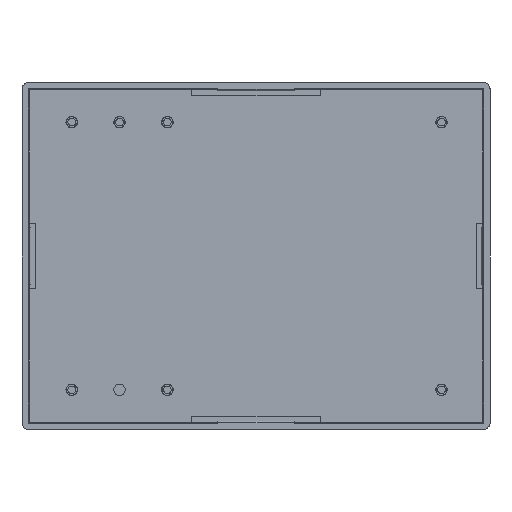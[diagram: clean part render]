
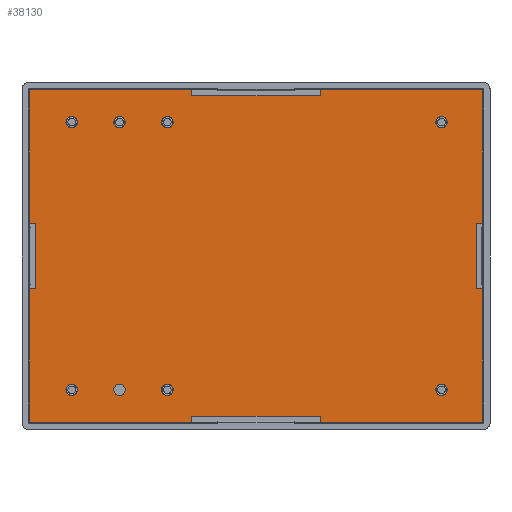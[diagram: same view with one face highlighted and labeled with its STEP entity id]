
A CAD part, front view. The second image highlights one B-rep face of the part: STEP entity #38130.
In plain terms, the highlighted face is planar.
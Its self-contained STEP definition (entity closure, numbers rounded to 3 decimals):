
#37235=CARTESIAN_POINT('',(-6.4,-2.584,0.8));
#37236=VERTEX_POINT('',#37235);
#37237=CARTESIAN_POINT('',(-6.85,-2.584,0.8));
#37238=DIRECTION('',(0.0,0.0,-1.0));
#37239=DIRECTION('',(1.0,0.0,0.0));
#37240=AXIS2_PLACEMENT_3D('',#37237,#37238,#37239);
#37241=CIRCLE('',#37240,0.45);
#37242=EDGE_CURVE('',#37236,#37236,#37241,.T.);
#37263=CARTESIAN_POINT('',(-6.4,-23.584,0.8));
#37264=VERTEX_POINT('',#37263);
#37265=CARTESIAN_POINT('',(-6.85,-23.584,0.8));
#37266=DIRECTION('',(0.0,0.0,-1.0));
#37267=DIRECTION('',(1.0,0.0,0.0));
#37268=AXIS2_PLACEMENT_3D('',#37265,#37266,#37267);
#37269=CIRCLE('',#37268,0.45);
#37270=EDGE_CURVE('',#37264,#37264,#37269,.T.);
#37291=CARTESIAN_POINT('',(-31.65,-23.584,0.8));
#37292=VERTEX_POINT('',#37291);
#37293=CARTESIAN_POINT('',(-32.1,-23.584,0.8));
#37294=DIRECTION('',(0.0,0.0,-1.0));
#37295=DIRECTION('',(1.0,0.0,0.0));
#37296=AXIS2_PLACEMENT_3D('',#37293,#37294,#37295);
#37297=CIRCLE('',#37296,0.45);
#37298=EDGE_CURVE('',#37292,#37292,#37297,.T.);
#37319=CARTESIAN_POINT('',(-10.15,-23.584,0.8));
#37320=VERTEX_POINT('',#37319);
#37321=CARTESIAN_POINT('',(-10.6,-23.584,0.8));
#37322=DIRECTION('',(0.0,0.0,-1.0));
#37323=DIRECTION('',(1.0,0.0,0.0));
#37324=AXIS2_PLACEMENT_3D('',#37321,#37322,#37323);
#37325=CIRCLE('',#37324,0.45);
#37326=EDGE_CURVE('',#37320,#37320,#37325,.T.);
#37347=CARTESIAN_POINT('',(-2.65,-23.584,0.8));
#37348=VERTEX_POINT('',#37347);
#37349=CARTESIAN_POINT('',(-3.1,-23.584,0.8));
#37350=DIRECTION('',(0.0,0.0,-1.0));
#37351=DIRECTION('',(1.0,0.0,0.0));
#37352=AXIS2_PLACEMENT_3D('',#37349,#37350,#37351);
#37353=CIRCLE('',#37352,0.45);
#37354=EDGE_CURVE('',#37348,#37348,#37353,.T.);
#37375=CARTESIAN_POINT('',(-31.65,-2.584,0.8));
#37376=VERTEX_POINT('',#37375);
#37377=CARTESIAN_POINT('',(-32.1,-2.584,0.8));
#37378=DIRECTION('',(0.0,0.0,-1.0));
#37379=DIRECTION('',(1.0,0.0,0.0));
#37380=AXIS2_PLACEMENT_3D('',#37377,#37378,#37379);
#37381=CIRCLE('',#37380,0.45);
#37382=EDGE_CURVE('',#37376,#37376,#37381,.T.);
#37403=CARTESIAN_POINT('',(-10.15,-2.584,0.8));
#37404=VERTEX_POINT('',#37403);
#37405=CARTESIAN_POINT('',(-10.6,-2.584,0.8));
#37406=DIRECTION('',(0.0,0.0,-1.0));
#37407=DIRECTION('',(1.0,0.0,0.0));
#37408=AXIS2_PLACEMENT_3D('',#37405,#37406,#37407);
#37409=CIRCLE('',#37408,0.45);
#37410=EDGE_CURVE('',#37404,#37404,#37409,.T.);
#37431=CARTESIAN_POINT('',(-2.65,-2.584,0.8));
#37432=VERTEX_POINT('',#37431);
#37433=CARTESIAN_POINT('',(-3.1,-2.584,0.8));
#37434=DIRECTION('',(0.0,0.0,-1.0));
#37435=DIRECTION('',(1.0,0.0,0.0));
#37436=AXIS2_PLACEMENT_3D('',#37433,#37434,#37435);
#37437=CIRCLE('',#37436,0.45);
#37438=EDGE_CURVE('',#37432,#37432,#37437,.T.);
#37458=CARTESIAN_POINT('',(-12.5,-0.534,0.8));
#37459=VERTEX_POINT('',#37458);
#37466=CARTESIAN_POINT('',(-12.5,-0.034,0.8));
#37467=VERTEX_POINT('',#37466);
#37468=CARTESIAN_POINT('',(-12.5,-0.034,0.8));
#37469=DIRECTION('',(0.0,-1.0,0.0));
#37470=VECTOR('',#37469,0.5);
#37471=LINE('',#37468,#37470);
#37472=EDGE_CURVE('',#37467,#37459,#37471,.T.);
#37498=CARTESIAN_POINT('',(-22.6,-0.034,0.8));
#37499=VERTEX_POINT('',#37498);
#37506=CARTESIAN_POINT('',(-22.6,-0.534,0.8));
#37507=VERTEX_POINT('',#37506);
#37508=CARTESIAN_POINT('',(-22.6,-0.534,0.8));
#37509=DIRECTION('',(0.0,1.0,0.0));
#37510=VECTOR('',#37509,0.5);
#37511=LINE('',#37508,#37510);
#37512=EDGE_CURVE('',#37507,#37499,#37511,.T.);
#37535=CARTESIAN_POINT('',(-12.5,-0.534,0.8));
#37536=DIRECTION('',(-1.0,0.0,0.0));
#37537=VECTOR('',#37536,10.1);
#37538=LINE('',#37535,#37537);
#37539=EDGE_CURVE('',#37459,#37507,#37538,.T.);
#37577=CARTESIAN_POINT('',(-22.6,-25.634,0.8));
#37578=VERTEX_POINT('',#37577);
#37585=CARTESIAN_POINT('',(-22.6,-26.134,0.8));
#37586=VERTEX_POINT('',#37585);
#37587=CARTESIAN_POINT('',(-22.6,-26.134,0.8));
#37588=DIRECTION('',(0.0,1.0,0.0));
#37589=VECTOR('',#37588,0.5);
#37590=LINE('',#37587,#37589);
#37591=EDGE_CURVE('',#37586,#37578,#37590,.T.);
#37617=CARTESIAN_POINT('',(-12.5,-26.134,0.8));
#37618=VERTEX_POINT('',#37617);
#37625=CARTESIAN_POINT('',(-12.5,-25.634,0.8));
#37626=VERTEX_POINT('',#37625);
#37627=CARTESIAN_POINT('',(-12.5,-25.634,0.8));
#37628=DIRECTION('',(0.0,-1.0,0.0));
#37629=VECTOR('',#37628,0.5);
#37630=LINE('',#37627,#37629);
#37631=EDGE_CURVE('',#37626,#37618,#37630,.T.);
#37654=CARTESIAN_POINT('',(-22.6,-25.634,0.8));
#37655=DIRECTION('',(1.0,0.0,0.0));
#37656=VECTOR('',#37655,10.1);
#37657=LINE('',#37654,#37656);
#37658=EDGE_CURVE('',#37578,#37626,#37657,.T.);
#37696=CARTESIAN_POINT('',(-0.25,-10.534,0.8));
#37697=VERTEX_POINT('',#37696);
#37704=CARTESIAN_POINT('',(-0.25,-15.634,0.8));
#37705=VERTEX_POINT('',#37704);
#37706=CARTESIAN_POINT('',(-0.25,-15.634,0.8));
#37707=DIRECTION('',(0.0,1.0,0.0));
#37708=VECTOR('',#37707,5.1);
#37709=LINE('',#37706,#37708);
#37710=EDGE_CURVE('',#37705,#37697,#37709,.T.);
#37735=CARTESIAN_POINT('',(0.25,-15.634,0.8));
#37736=VERTEX_POINT('',#37735);
#37737=CARTESIAN_POINT('',(0.25,-15.634,0.8));
#37738=DIRECTION('',(-1.0,0.0,0.0));
#37739=VECTOR('',#37738,0.5);
#37740=LINE('',#37737,#37739);
#37741=EDGE_CURVE('',#37736,#37705,#37740,.T.);
#37765=CARTESIAN_POINT('',(0.25,-10.534,0.8));
#37766=VERTEX_POINT('',#37765);
#37773=CARTESIAN_POINT('',(-0.25,-10.534,0.8));
#37774=DIRECTION('',(1.0,0.0,0.0));
#37775=VECTOR('',#37774,0.5);
#37776=LINE('',#37773,#37775);
#37777=EDGE_CURVE('',#37697,#37766,#37776,.T.);
#37815=CARTESIAN_POINT('',(-35.35,-15.634,0.8));
#37816=VERTEX_POINT('',#37815);
#37823=CARTESIAN_POINT('',(-34.85,-15.634,0.8));
#37824=VERTEX_POINT('',#37823);
#37825=CARTESIAN_POINT('',(-34.85,-15.634,0.8));
#37826=DIRECTION('',(-1.0,0.0,0.0));
#37827=VECTOR('',#37826,0.5);
#37828=LINE('',#37825,#37827);
#37829=EDGE_CURVE('',#37824,#37816,#37828,.T.);
#37854=CARTESIAN_POINT('',(-34.85,-10.534,0.8));
#37855=VERTEX_POINT('',#37854);
#37856=CARTESIAN_POINT('',(-34.85,-10.534,0.8));
#37857=DIRECTION('',(0.0,-1.0,0.0));
#37858=VECTOR('',#37857,5.1);
#37859=LINE('',#37856,#37858);
#37860=EDGE_CURVE('',#37855,#37824,#37859,.T.);
#37885=CARTESIAN_POINT('',(-35.35,-10.534,0.8));
#37886=VERTEX_POINT('',#37885);
#37887=CARTESIAN_POINT('',(-35.35,-10.534,0.8));
#37888=DIRECTION('',(1.0,0.0,0.0));
#37889=VECTOR('',#37888,0.5);
#37890=LINE('',#37887,#37889);
#37891=EDGE_CURVE('',#37886,#37855,#37890,.T.);
#37927=CARTESIAN_POINT('',(0.25,-0.034,0.8));
#37928=VERTEX_POINT('',#37927);
#37929=CARTESIAN_POINT('',(-12.5,-0.034,0.8));
#37930=DIRECTION('',(1.0,0.0,0.0));
#37931=VECTOR('',#37930,12.75);
#37932=LINE('',#37929,#37931);
#37933=EDGE_CURVE('',#37467,#37928,#37932,.T.);
#37951=CARTESIAN_POINT('',(-35.35,-0.034,0.8));
#37952=VERTEX_POINT('',#37951);
#37959=CARTESIAN_POINT('',(-35.35,-0.034,0.8));
#37960=DIRECTION('',(1.0,0.0,0.0));
#37961=VECTOR('',#37960,12.75);
#37962=LINE('',#37959,#37961);
#37963=EDGE_CURVE('',#37952,#37499,#37962,.T.);
#37976=CARTESIAN_POINT('',(-35.35,-26.134,0.8));
#37977=VERTEX_POINT('',#37976);
#37978=CARTESIAN_POINT('',(-22.6,-26.134,0.8));
#37979=DIRECTION('',(-1.0,0.0,0.0));
#37980=VECTOR('',#37979,12.75);
#37981=LINE('',#37978,#37980);
#37982=EDGE_CURVE('',#37586,#37977,#37981,.T.);
#38000=CARTESIAN_POINT('',(0.25,-26.134,0.8));
#38001=VERTEX_POINT('',#38000);
#38008=CARTESIAN_POINT('',(0.25,-26.134,0.8));
#38009=DIRECTION('',(-1.0,0.0,0.0));
#38010=VECTOR('',#38009,12.75);
#38011=LINE('',#38008,#38010);
#38012=EDGE_CURVE('',#38001,#37618,#38011,.T.);
#38025=CARTESIAN_POINT('',(0.25,-15.634,0.8));
#38026=DIRECTION('',(0.0,-1.0,0.0));
#38027=VECTOR('',#38026,10.5);
#38028=LINE('',#38025,#38027);
#38029=EDGE_CURVE('',#37736,#38001,#38028,.T.);
#38039=CARTESIAN_POINT('',(0.25,-0.034,0.8));
#38040=DIRECTION('',(0.0,-1.0,0.0));
#38041=VECTOR('',#38040,10.5);
#38042=LINE('',#38039,#38041);
#38043=EDGE_CURVE('',#37928,#37766,#38042,.T.);
#38054=CARTESIAN_POINT('',(-35.35,-10.534,0.8));
#38055=DIRECTION('',(0.0,1.0,0.0));
#38056=VECTOR('',#38055,10.5);
#38057=LINE('',#38054,#38056);
#38058=EDGE_CURVE('',#37886,#37952,#38057,.T.);
#38068=CARTESIAN_POINT('',(-35.35,-26.134,0.8));
#38069=DIRECTION('',(0.0,1.0,0.0));
#38070=VECTOR('',#38069,10.5);
#38071=LINE('',#38068,#38070);
#38072=EDGE_CURVE('',#37977,#37816,#38071,.T.);
#38079=CARTESIAN_POINT('',(-17.55,-13.084,0.8));
#38080=DIRECTION('',(0.0,0.0,1.0));
#38081=DIRECTION('',(1.0,0.0,0.0));
#38082=AXIS2_PLACEMENT_3D('',#38079,#38080,#38081);
#38083=PLANE('',#38082);
#38084=ORIENTED_EDGE('',*,*,#37512,.T.);
#38085=ORIENTED_EDGE('',*,*,#37963,.F.);
#38086=ORIENTED_EDGE('',*,*,#38058,.F.);
#38087=ORIENTED_EDGE('',*,*,#37891,.T.);
#38088=ORIENTED_EDGE('',*,*,#37860,.T.);
#38089=ORIENTED_EDGE('',*,*,#37829,.T.);
#38090=ORIENTED_EDGE('',*,*,#38072,.F.);
#38091=ORIENTED_EDGE('',*,*,#37982,.F.);
#38092=ORIENTED_EDGE('',*,*,#37591,.T.);
#38093=ORIENTED_EDGE('',*,*,#37658,.T.);
#38094=ORIENTED_EDGE('',*,*,#37631,.T.);
#38095=ORIENTED_EDGE('',*,*,#38012,.F.);
#38096=ORIENTED_EDGE('',*,*,#38029,.F.);
#38097=ORIENTED_EDGE('',*,*,#37741,.T.);
#38098=ORIENTED_EDGE('',*,*,#37710,.T.);
#38099=ORIENTED_EDGE('',*,*,#37777,.T.);
#38100=ORIENTED_EDGE('',*,*,#38043,.F.);
#38101=ORIENTED_EDGE('',*,*,#37933,.F.);
#38102=ORIENTED_EDGE('',*,*,#37472,.T.);
#38103=ORIENTED_EDGE('',*,*,#37539,.T.);
#38104=EDGE_LOOP('',(#38084,#38085,#38086,#38087,#38088,#38089,#38090,#38091,#38092,#38093,#38094,#38095,#38096,#38097,#38098,#38099,#38100,#38101,#38102,#38103));
#38105=FACE_OUTER_BOUND('',#38104,.T.);
#38106=ORIENTED_EDGE('',*,*,#37242,.T.);
#38107=EDGE_LOOP('',(#38106));
#38108=FACE_BOUND('',#38107,.T.);
#38109=ORIENTED_EDGE('',*,*,#37270,.T.);
#38110=EDGE_LOOP('',(#38109));
#38111=FACE_BOUND('',#38110,.T.);
#38112=ORIENTED_EDGE('',*,*,#37298,.T.);
#38113=EDGE_LOOP('',(#38112));
#38114=FACE_BOUND('',#38113,.T.);
#38115=ORIENTED_EDGE('',*,*,#37326,.T.);
#38116=EDGE_LOOP('',(#38115));
#38117=FACE_BOUND('',#38116,.T.);
#38118=ORIENTED_EDGE('',*,*,#37354,.T.);
#38119=EDGE_LOOP('',(#38118));
#38120=FACE_BOUND('',#38119,.T.);
#38121=ORIENTED_EDGE('',*,*,#37382,.T.);
#38122=EDGE_LOOP('',(#38121));
#38123=FACE_BOUND('',#38122,.T.);
#38124=ORIENTED_EDGE('',*,*,#37410,.T.);
#38125=EDGE_LOOP('',(#38124));
#38126=FACE_BOUND('',#38125,.T.);
#38127=ORIENTED_EDGE('',*,*,#37438,.T.);
#38128=EDGE_LOOP('',(#38127));
#38129=FACE_BOUND('',#38128,.T.);
#38130=ADVANCED_FACE('',(#38105,#38108,#38111,#38114,#38117,#38120,#38123,#38126,#38129),#38083,.T.);
